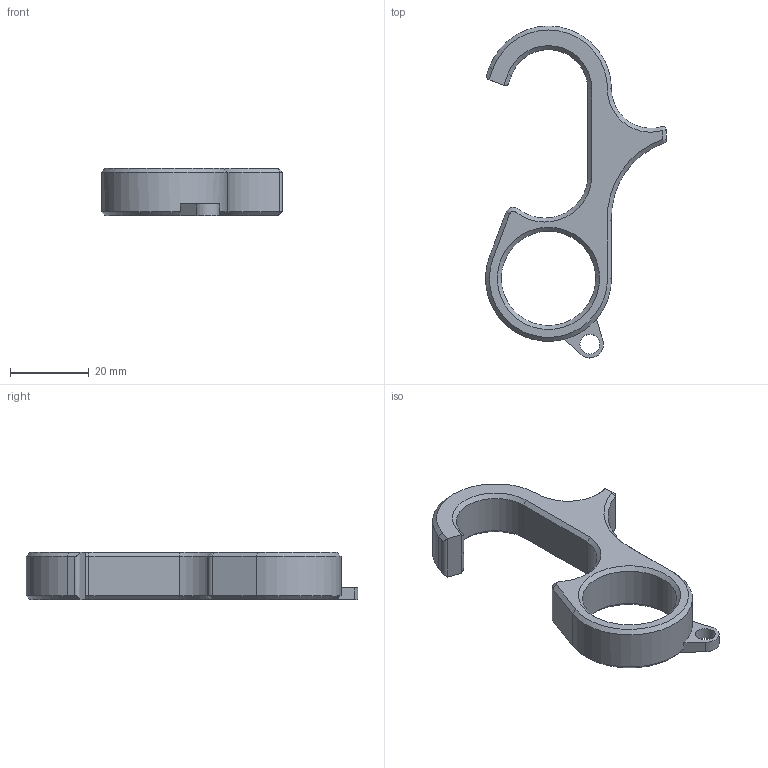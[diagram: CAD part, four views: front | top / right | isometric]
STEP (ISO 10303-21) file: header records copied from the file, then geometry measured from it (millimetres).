
FILE_DESCRIPTION(/* description */ (''),/* implementation_level */ '2;1');
FILE_NAME(/* name */ 'sdu_hook.step',/* time_stamp */ '2020-06-16T13:04:43+02:00',/* author */ (''),/* organization */ (''),/* preprocessor_version */ 'ST-DEVELOPER v18.1',/* originating_system */ 'Autodesk Translation Framework v9.3.0.1241',/* authorisation */ '');
FILE_SCHEMA (('AUTOMOTIVE_DESIGN { 1 0 10303 214 3 1 1 }'));
Length unit declared in the file: millimetre
Products named in the file (1): sdu_hook
Bounding box: 46 x 84.38 x 12 mm (x, y, z)
Volume: 12053.2 mm3; surface area: 5899.8 mm2
Topology: 1 solids, 1 shells, 59 faces, 137 edges, 76 vertices
Faces by surface type: plane 24, cone 21, cylinder 14
Full cylindrical faces by diameter (mm): 5 x1, 24 x1
Entity records: 1660 total; most frequent: DIRECTION 294, CARTESIAN_POINT 285, ORIENTED_EDGE 266, EDGE_CURVE 133, AXIS2_PLACEMENT_3D 107, LINE 80, VECTOR 80, VERTEX_POINT 76
